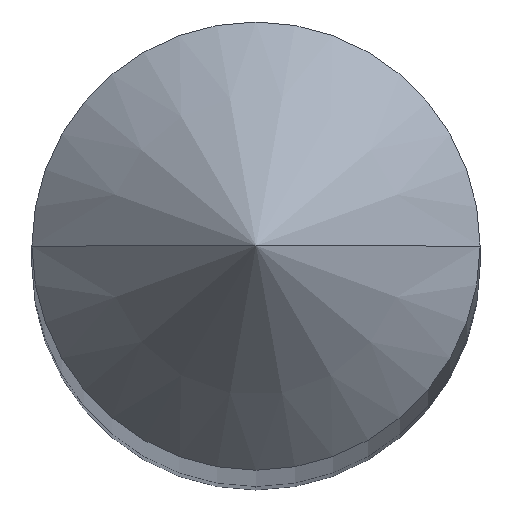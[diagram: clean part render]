
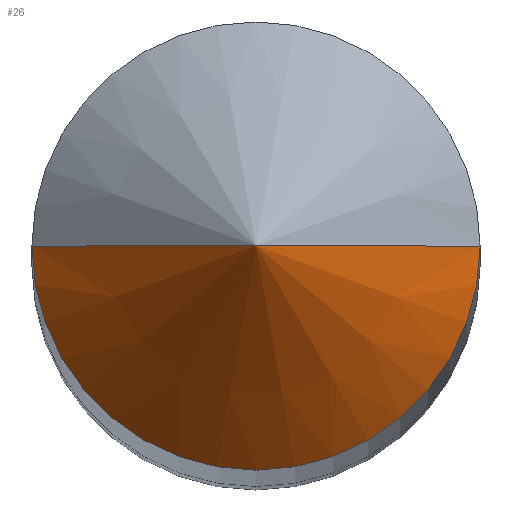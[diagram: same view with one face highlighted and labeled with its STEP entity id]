
A CAD part, top view. The second image highlights one B-rep face of the part: STEP entity #26.
In plain terms, the highlighted conical face has half-angle 45 degrees and reference radius 0.475 mm.
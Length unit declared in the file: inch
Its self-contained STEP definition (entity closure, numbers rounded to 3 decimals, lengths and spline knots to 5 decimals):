
#6 = DIRECTION ( 'NONE',  ( 0.707, 0., -0.707 ) ) ;
#22 = DIRECTION ( 'NONE',  ( 0., 0., -1. ) ) ;
#26 = ADVANCED_FACE ( 'NONE', ( #28 ), #177, .T. ) ;
#28 = FACE_OUTER_BOUND ( 'NONE', #218, .T. ) ;
#71 = DIRECTION ( 'NONE',  ( -1., 0., 0. ) ) ;
#78 = ORIENTED_EDGE ( 'NONE', *, *, #101, .T. ) ;
#85 = ORIENTED_EDGE ( 'NONE', *, *, #117, .T. ) ;
#92 = AXIS2_PLACEMENT_3D ( 'NONE', #310, #22, #71 ) ;
#101 = EDGE_CURVE ( 'NONE', #306, #206, #222, .T. ) ;
#104 = CARTESIAN_POINT ( 'NONE',  ( -0.0187, 0., -0.03125 ) ) ;
#107 = DIRECTION ( 'NONE',  ( -0.707, 0., -0.707 ) ) ;
#117 = EDGE_CURVE ( 'NONE', #206, #267, #188, .T. ) ;
#123 = CARTESIAN_POINT ( 'NONE',  ( 0.0187, 0., -0.03125 ) ) ;
#159 = VECTOR ( 'NONE', #6, 39.37008 ) ;
#169 = CARTESIAN_POINT ( 'NONE',  ( -0.0187, 0., -0.03125 ) ) ;
#177 = CONICAL_SURFACE ( 'NONE', #92, 0.0187, 0.785 ) ;
#180 = ORIENTED_EDGE ( 'NONE', *, *, #291, .F. ) ;
#188 = CIRCLE ( 'NONE', #259, 0.0187 ) ;
#201 = CARTESIAN_POINT ( 'NONE',  ( 0., 0., -0.03125 ) ) ;
#206 = VERTEX_POINT ( 'NONE', #104 ) ;
#218 = EDGE_LOOP ( 'NONE', ( #180, #78, #85 ) ) ;
#222 = LINE ( 'NONE', #169, #244 ) ;
#243 = CARTESIAN_POINT ( 'NONE',  ( 0., 0., -0.01255 ) ) ;
#244 = VECTOR ( 'NONE', #107, 39.37008 ) ;
#259 = AXIS2_PLACEMENT_3D ( 'NONE', #201, #305, #307 ) ;
#267 = VERTEX_POINT ( 'NONE', #293 ) ;
#291 = EDGE_CURVE ( 'NONE', #306, #267, #340, .T. ) ;
#293 = CARTESIAN_POINT ( 'NONE',  ( 0.0187, 0., -0.03125 ) ) ;
#305 = DIRECTION ( 'NONE',  ( 0., 0., 1. ) ) ;
#306 = VERTEX_POINT ( 'NONE', #243 ) ;
#307 = DIRECTION ( 'NONE',  ( 1., 0., 0. ) ) ;
#310 = CARTESIAN_POINT ( 'NONE',  ( 0., 0., -0.03125 ) ) ;
#340 = LINE ( 'NONE', #123, #159 ) ;
